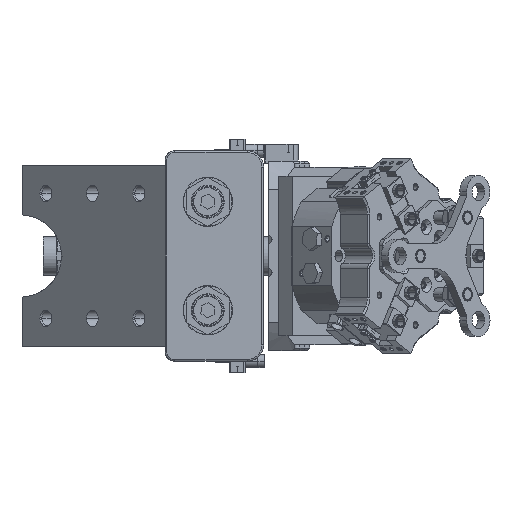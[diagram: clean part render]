
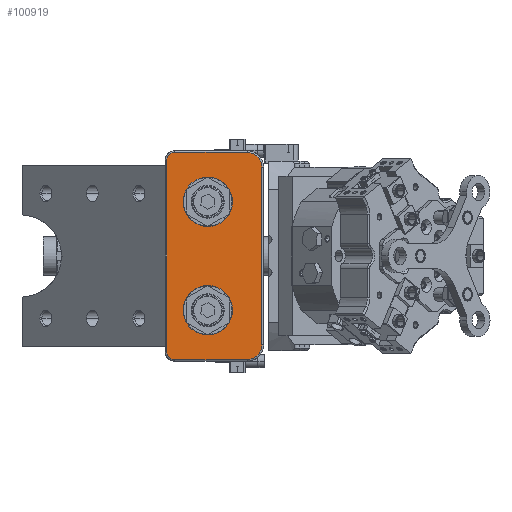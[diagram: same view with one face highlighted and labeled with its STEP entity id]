
A CAD part, left-side view. The second image highlights one B-rep face of the part: STEP entity #100919.
In plain terms, the highlighted face is planar.
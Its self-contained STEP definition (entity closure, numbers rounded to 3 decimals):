
#479 = VECTOR ( 'NONE', #15593, 1000. ) ;
#1219 = DIRECTION ( 'NONE',  ( 0., 0., -1. ) ) ;
#1557 = LINE ( 'NONE', #97080, #101191 ) ;
#1675 = CARTESIAN_POINT ( 'NONE',  ( 58., 0., 24. ) ) ;
#2339 = DIRECTION ( 'NONE',  ( 0., -1., 0. ) ) ;
#2392 = EDGE_CURVE ( 'NONE', #37580, #73159, #1557, .T. ) ;
#2403 = CARTESIAN_POINT ( 'NONE',  ( -54., 0., -29. ) ) ;
#4645 = DIRECTION ( 'NONE',  ( 0., -1., 0. ) ) ;
#4975 = CIRCLE ( 'NONE', #5077, 9.25 ) ;
#5002 = CARTESIAN_POINT ( 'NONE',  ( -54., 0., -20. ) ) ;
#5077 = AXIS2_PLACEMENT_3D ( 'NONE', #73035, #98812, #59310 ) ;
#5895 = CIRCLE ( 'NONE', #63574, 9.25 ) ;
#6013 = ORIENTED_EDGE ( 'NONE', *, *, #2392, .T. ) ;
#6119 = CARTESIAN_POINT ( 'NONE',  ( -63., 0., 24. ) ) ;
#7325 = VERTEX_POINT ( 'NONE', #14314 ) ;
#7834 = EDGE_CURVE ( 'NONE', #81752, #7325, #76783, .T. ) ;
#8344 = CARTESIAN_POINT ( 'NONE',  ( 33., 0., 13.25 ) ) ;
#9419 = PLANE ( 'NONE',  #56201 ) ;
#9717 = DIRECTION ( 'NONE',  ( 0., -1., 0. ) ) ;
#10670 = CARTESIAN_POINT ( 'NONE',  ( 54., 0., -29. ) ) ;
#11322 = ORIENTED_EDGE ( 'NONE', *, *, #94087, .T. ) ;
#11440 = VECTOR ( 'NONE', #69540, 1000. ) ;
#13165 = VERTEX_POINT ( 'NONE', #77741 ) ;
#13512 = ORIENTED_EDGE ( 'NONE', *, *, #74062, .T. ) ;
#14314 = CARTESIAN_POINT ( 'NONE',  ( 63., 0., 24. ) ) ;
#15593 = DIRECTION ( 'NONE',  ( 1., 0., 0. ) ) ;
#15676 = VERTEX_POINT ( 'NONE', #75779 ) ;
#15904 = ORIENTED_EDGE ( 'NONE', *, *, #52254, .T. ) ;
#18601 = DIRECTION ( 'NONE',  ( 0., -1., 0. ) ) ;
#18857 = CARTESIAN_POINT ( 'NONE',  ( 58., 0., 29. ) ) ;
#18996 = CARTESIAN_POINT ( 'NONE',  ( -58., 0., 29. ) ) ;
#19139 = VECTOR ( 'NONE', #68534, 1000. ) ;
#22432 = EDGE_CURVE ( 'NONE', #77832, #42396, #31812, .T. ) ;
#22603 = ORIENTED_EDGE ( 'NONE', *, *, #7834, .T. ) ;
#28630 = ORIENTED_EDGE ( 'NONE', *, *, #33856, .F. ) ;
#30105 = DIRECTION ( 'NONE',  ( 0., 0., -1. ) ) ;
#31255 = AXIS2_PLACEMENT_3D ( 'NONE', #38375, #62185, #30105 ) ;
#31812 = CIRCLE ( 'NONE', #67000, 9.25 ) ;
#33856 = EDGE_CURVE ( 'NONE', #42396, #77832, #100102, .T. ) ;
#35106 = DIRECTION ( 'NONE',  ( 0., 0., -1. ) ) ;
#37580 = VERTEX_POINT ( 'NONE', #18857 ) ;
#38128 = DIRECTION ( 'NONE',  ( 0., -1., 0. ) ) ;
#38375 = CARTESIAN_POINT ( 'NONE',  ( -58., 0., 24. ) ) ;
#38466 = DIRECTION ( 'NONE',  ( 0., 0., -1. ) ) ;
#38618 = ORIENTED_EDGE ( 'NONE', *, *, #44353, .T. ) ;
#39644 = CIRCLE ( 'NONE', #31255, 5. ) ;
#41219 = EDGE_LOOP ( 'NONE', ( #6013, #13512, #42983, #15904, #81800, #11322, #22603, #38618 ) ) ;
#42396 = VERTEX_POINT ( 'NONE', #87901 ) ;
#42865 = AXIS2_PLACEMENT_3D ( 'NONE', #69443, #38128, #38466 ) ;
#42983 = ORIENTED_EDGE ( 'NONE', *, *, #101634, .T. ) ;
#43217 = VERTEX_POINT ( 'NONE', #10670 ) ;
#43317 = CARTESIAN_POINT ( 'NONE',  ( 33., 0., 4. ) ) ;
#44353 = EDGE_CURVE ( 'NONE', #7325, #37580, #65839, .T. ) ;
#44784 = CARTESIAN_POINT ( 'NONE',  ( 0., 0., -29. ) ) ;
#48371 = DIRECTION ( 'NONE',  ( 0., 0., -1. ) ) ;
#48812 = FACE_BOUND ( 'NONE', #90032, .T. ) ;
#51039 = VERTEX_POINT ( 'NONE', #2403 ) ;
#51891 = EDGE_CURVE ( 'NONE', #92237, #13165, #5895, .T. ) ;
#52254 = EDGE_CURVE ( 'NONE', #15676, #51039, #66040, .T. ) ;
#54593 = LINE ( 'NONE', #44784, #479 ) ;
#55846 = EDGE_CURVE ( 'NONE', #51039, #43217, #54593, .T. ) ;
#56201 = AXIS2_PLACEMENT_3D ( 'NONE', #65125, #71661, #1219 ) ;
#58877 = CARTESIAN_POINT ( 'NONE',  ( 63., 0., -20. ) ) ;
#59310 = DIRECTION ( 'NONE',  ( 0., 0., -1. ) ) ;
#59968 = FACE_BOUND ( 'NONE', #71733, .T. ) ;
#60669 = CARTESIAN_POINT ( 'NONE',  ( -63., 0., 0. ) ) ;
#61544 = DIRECTION ( 'NONE',  ( 0., 0., -1. ) ) ;
#62185 = DIRECTION ( 'NONE',  ( 0., -1., 0. ) ) ;
#63574 = AXIS2_PLACEMENT_3D ( 'NONE', #86503, #94452, #61544 ) ;
#64868 = FACE_OUTER_BOUND ( 'NONE', #41219, .T. ) ;
#65125 = CARTESIAN_POINT ( 'NONE',  ( 0., 0., 0. ) ) ;
#65839 = CIRCLE ( 'NONE', #73777, 5. ) ;
#66040 = CIRCLE ( 'NONE', #70772, 9. ) ;
#67000 = AXIS2_PLACEMENT_3D ( 'NONE', #43317, #18601, #35106 ) ;
#68534 = DIRECTION ( 'NONE',  ( 0., 0., -1. ) ) ;
#69443 = CARTESIAN_POINT ( 'NONE',  ( 33., 0., 4. ) ) ;
#69540 = DIRECTION ( 'NONE',  ( 0., 0., 1. ) ) ;
#70772 = AXIS2_PLACEMENT_3D ( 'NONE', #5002, #4645, #82695 ) ;
#71661 = DIRECTION ( 'NONE',  ( 0., -1., 0. ) ) ;
#71733 = EDGE_LOOP ( 'NONE', ( #96698, #93708 ) ) ;
#73017 = DIRECTION ( 'NONE',  ( -1., 0., 0. ) ) ;
#73035 = CARTESIAN_POINT ( 'NONE',  ( -33., 0., 4. ) ) ;
#73039 = ORIENTED_EDGE ( 'NONE', *, *, #22432, .F. ) ;
#73159 = VERTEX_POINT ( 'NONE', #18996 ) ;
#73777 = AXIS2_PLACEMENT_3D ( 'NONE', #1675, #2339, #48371 ) ;
#74062 = EDGE_CURVE ( 'NONE', #73159, #86320, #39644, .T. ) ;
#75779 = CARTESIAN_POINT ( 'NONE',  ( -63., 0., -20. ) ) ;
#76783 = LINE ( 'NONE', #93924, #11440 ) ;
#77123 = EDGE_CURVE ( 'NONE', #13165, #92237, #4975, .T. ) ;
#77741 = CARTESIAN_POINT ( 'NONE',  ( -33., 0., -5.25 ) ) ;
#77832 = VERTEX_POINT ( 'NONE', #8344 ) ;
#81752 = VERTEX_POINT ( 'NONE', #58877 ) ;
#81800 = ORIENTED_EDGE ( 'NONE', *, *, #55846, .T. ) ;
#82695 = DIRECTION ( 'NONE',  ( 0., 0., -1. ) ) ;
#86320 = VERTEX_POINT ( 'NONE', #6119 ) ;
#86503 = CARTESIAN_POINT ( 'NONE',  ( -33., 0., 4. ) ) ;
#87901 = CARTESIAN_POINT ( 'NONE',  ( 33., 0., -5.25 ) ) ;
#88375 = DIRECTION ( 'NONE',  ( 0., 0., -1. ) ) ;
#88704 = CARTESIAN_POINT ( 'NONE',  ( 54., 0., -20. ) ) ;
#90032 = EDGE_LOOP ( 'NONE', ( #28630, #73039 ) ) ;
#92237 = VERTEX_POINT ( 'NONE', #94598 ) ;
#93708 = ORIENTED_EDGE ( 'NONE', *, *, #51891, .F. ) ;
#93924 = CARTESIAN_POINT ( 'NONE',  ( 63., 0., 24. ) ) ;
#94087 = EDGE_CURVE ( 'NONE', #43217, #81752, #98120, .T. ) ;
#94264 = LINE ( 'NONE', #60669, #19139 ) ;
#94452 = DIRECTION ( 'NONE',  ( 0., -1., 0. ) ) ;
#94568 = AXIS2_PLACEMENT_3D ( 'NONE', #88704, #9717, #88375 ) ;
#94598 = CARTESIAN_POINT ( 'NONE',  ( -33., 0., 13.25 ) ) ;
#96698 = ORIENTED_EDGE ( 'NONE', *, *, #77123, .F. ) ;
#97080 = CARTESIAN_POINT ( 'NONE',  ( -58., 0., 29. ) ) ;
#98120 = CIRCLE ( 'NONE', #94568, 9. ) ;
#98812 = DIRECTION ( 'NONE',  ( 0., -1., 0. ) ) ;
#100102 = CIRCLE ( 'NONE', #42865, 9.25 ) ;
#100919 = ADVANCED_FACE ( 'NONE', ( #64868, #48812, #59968 ), #9419, .T. ) ;
#101191 = VECTOR ( 'NONE', #73017, 1000. ) ;
#101634 = EDGE_CURVE ( 'NONE', #86320, #15676, #94264, .T. ) ;
